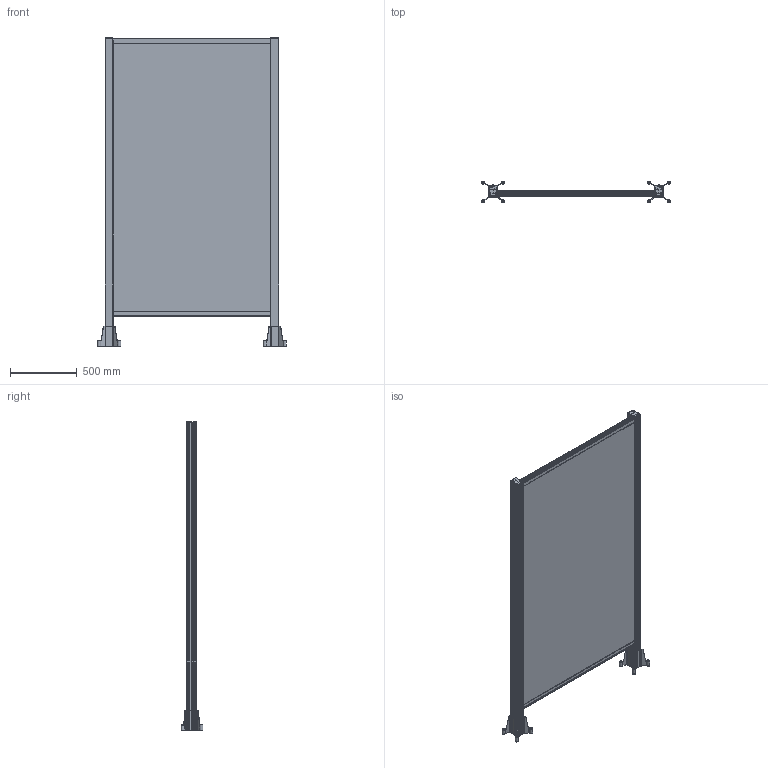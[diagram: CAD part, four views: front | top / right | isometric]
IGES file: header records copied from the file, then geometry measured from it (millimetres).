
Global section: file name: No Iges File Name specified; native system: Autodesk Inventor 2012; preprocessor: AutoDesk Inventor Iges Exporter R2012; author: marina kaa; date: 20121124.110920; units: millimetre
Bounding box: 1411.97 x 162.94 x 2304 mm (x, y, z)
Volume: 16172434.2 mm3; surface area: 11724848.4 mm2
Topology: 7 solids, 7 shells, 1688 faces, 5234 edges, 3428 vertices
Faces by surface type: plane 745, cylinder 436, revolution 427, cone 60, sphere 16, bspline 4
Full cylindrical faces by diameter (mm): 7.8 x4, 7.9 x4, 11.8 x4
